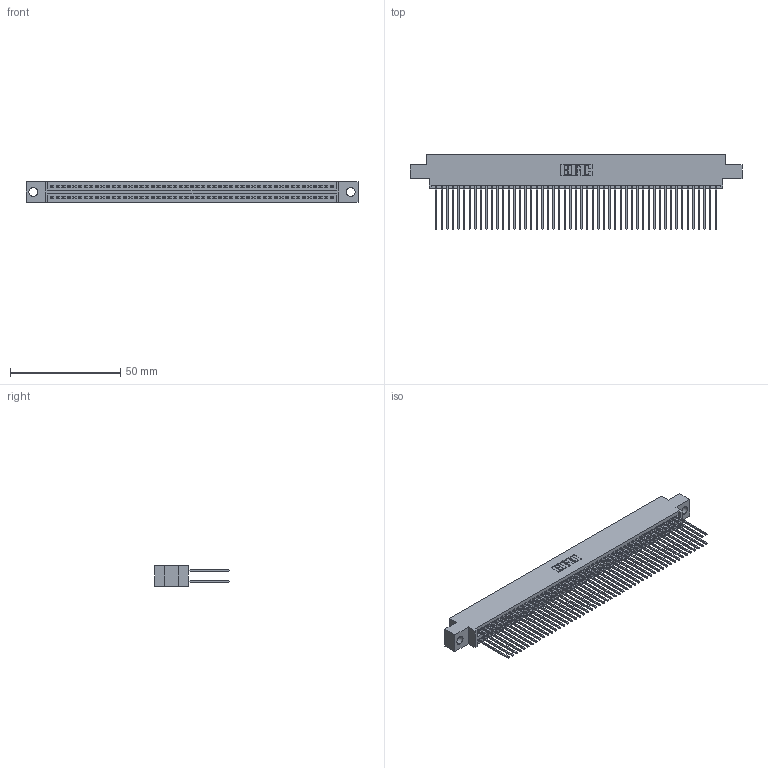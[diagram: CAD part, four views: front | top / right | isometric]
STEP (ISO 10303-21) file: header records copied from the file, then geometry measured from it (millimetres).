
FILE_DESCRIPTION (( 'STEP AP203' ), '1' );
FILE_NAME ('395-102-541-804.STEP', '2021-06-17T15:35:36', ( '' ), ( '' ), 'SwSTEP 2.0', 'SolidWorks 2020', '' );
FILE_SCHEMA (( 'CONFIG_CONTROL_DESIGN' ));
Length unit declared in the file: inch
Products named in the file (3): 345-292-001_345-293-141; 345 Part_0.170 Offset - 0.156 Dia-TI; 395-102-541-804
Assembly tree (103 placements, depth 2):
  395-102-541-804
    345 Part_0.170 Offset - 0.156 Dia-TI
    345-292-001_345-293-141  x102
Bounding box: 150.75 x 33.96 x 9.4 mm (x, y, z)
Volume: 15093.3 mm3; surface area: 25230.7 mm2
Topology: 103 solids, 103 shells, 5244 faces, 15587 edges, 10254 vertices
Faces by surface type: plane 3464, cylinder 1780
Entity records: 39373 total; most frequent: CARTESIAN_POINT 6598, ORIENTED_EDGE 6530, DIRECTION 5805, EDGE_CURVE 3265, VECTOR 2929, LINE 2929, VERTEX_POINT 2174, AXIS2_PLACEMENT_3D 1438
